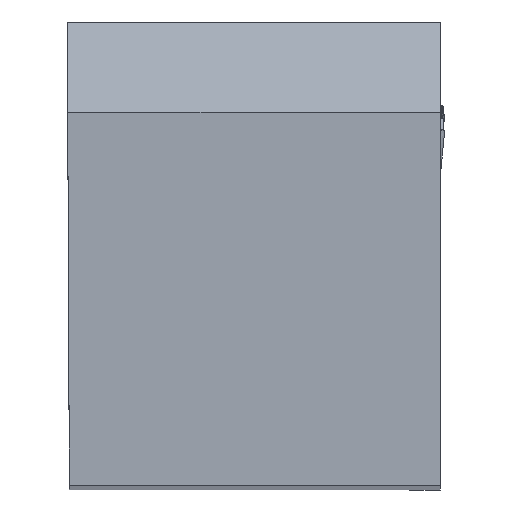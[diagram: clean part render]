
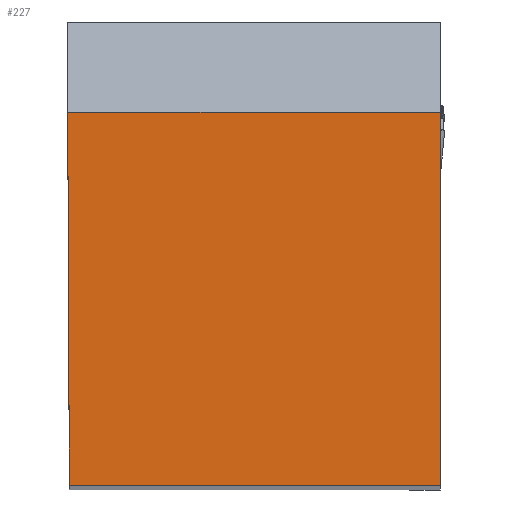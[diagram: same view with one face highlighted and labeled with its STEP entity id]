
A CAD part, top view. The second image highlights one B-rep face of the part: STEP entity #227.
In plain terms, the highlighted planar face has unit normal (0, 0, 1).
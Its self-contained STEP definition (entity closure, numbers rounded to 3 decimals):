
#227=ADVANCED_FACE('BLANK_BOXF006',(#348),#302,.T.);
#302=PLANE('',#1643);
#348=FACE_OUTER_BOUND('',#425,.T.);
#425=EDGE_LOOP('',(#578,#579,#580,#581));
#578=ORIENTED_EDGE('',*,*,#1094,.T.);
#579=ORIENTED_EDGE('',*,*,#1108,.F.);
#580=ORIENTED_EDGE('',*,*,#1065,.T.);
#581=ORIENTED_EDGE('',*,*,#1116,.T.);
#926=VERTEX_POINT('',#2057);
#927=VERTEX_POINT('',#2059);
#951=VERTEX_POINT('',#2127);
#952=VERTEX_POINT('',#2129);
#1065=EDGE_CURVE('',#927,#926,#1273,.T.);
#1094=EDGE_CURVE('',#952,#951,#1294,.T.);
#1108=EDGE_CURVE('',#927,#951,#1307,.T.);
#1116=EDGE_CURVE('',#926,#952,#1312,.T.);
#1273=LINE('',#2058,#1416);
#1294=LINE('',#2128,#1437);
#1307=LINE('',#2154,#1450);
#1312=LINE('',#2189,#1455);
#1416=VECTOR('',#1722,1.);
#1437=VECTOR('',#1759,1.);
#1450=VECTOR('',#1782,1.);
#1455=VECTOR('',#1797,1.);
#1643=AXIS2_PLACEMENT_3D('',#2190,#1798,#1799);
#1722=DIRECTION('',(0.,1.,0.));
#1759=DIRECTION('',(0.004,-1.,0.));
#1782=DIRECTION('',(-1.,0.,0.));
#1797=DIRECTION('',(-1.,0.,0.));
#1798=DIRECTION('',(0.,0.,1.));
#1799=DIRECTION('',(1.,0.,0.));
#2057=CARTESIAN_POINT('',(15.775,15.775,0.));
#2058=CARTESIAN_POINT('',(15.775,20.775,0.));
#2059=CARTESIAN_POINT('',(15.775,0.,0.));
#2127=CARTESIAN_POINT('',(0.069,0.,0.));
#2128=CARTESIAN_POINT('',(-0.022,20.871,0.));
#2129=CARTESIAN_POINT('',(0.,15.775,0.));
#2154=CARTESIAN_POINT('',(-22.,0.,0.));
#2189=CARTESIAN_POINT('',(-22.,15.775,0.));
#2190=CARTESIAN_POINT('',(-22.,20.775,0.));
